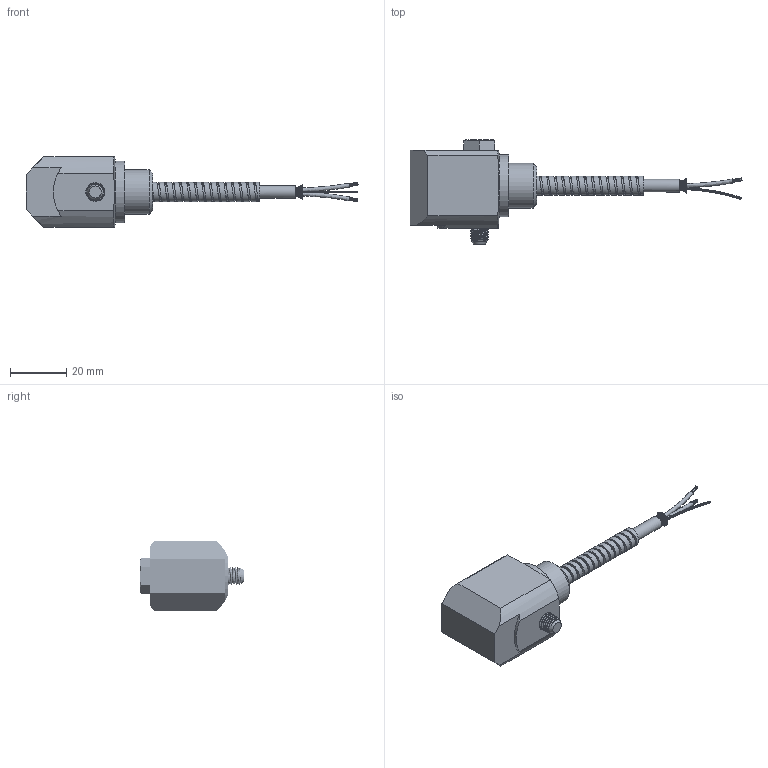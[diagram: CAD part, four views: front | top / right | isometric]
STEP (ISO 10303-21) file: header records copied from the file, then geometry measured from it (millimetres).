
FILE_DESCRIPTION(/* description */ (''),/* implementation_level */ '2;1');
FILE_NAME(/* name */ 'MASTER_STANDARD_SIDE_EXIT_ARMOR_STANDARD.stp',/* time_stamp */ '2017-04-25T14:38:24-04:00',/* author */ ('aneininger'),/* organization */ (''),/* preprocessor_version */ 'ST-DEVELOPER v16.5',/* originating_system */ 'Autodesk Inventor 2017',/* authorisation */ '');
FILE_SCHEMA (('AUTOMOTIVE_DESIGN { 1 0 10303 214 3 1 1 }'));
Products named in the file (3): MASTER_STANDARD_SIDE_EXIT_ARMOR_STANDARD; MASTER_STANDARD_SIDE_EXIT_ARMOR_STANDARD_1; ACP32018
Assembly tree (2 placements, depth 2):
  MASTER_STANDARD_SIDE_EXIT_ARMOR_STANDARD
    MASTER_STANDARD_SIDE_EXIT_ARMOR_STANDARD_1
    ACP32018
Bounding box: 118.11 x 37.16 x 25.15 mm (x, y, z)
Volume: 24190.1 mm3; surface area: 10145 mm2
Topology: 2 solids, 2 shells, 836 faces, 2742 edges, 1680 vertices
Faces by surface type: bspline 413, plane 293, cylinder 110, cone 14, torus 6
Full cylindrical faces by diameter (mm): 0.127 x19, 0.203 x38, 1.27 x1, 1.413 x2, 1.524 x2, 1.587 x2, 2.89 x1, 3.302 x1, 3.417 x1, 3.571 x1, 4.496 x12, 4.953 x1, 5.359 x1, 6.756 x1, 11.43 x1, 15.875 x1, 22.047 x1
Entity records: 55478 total; most frequent: CARTESIAN_POINT 32779, ORIENTED_EDGE 5124, DIRECTION 4364, EDGE_CURVE 2562, AXIS2_PLACEMENT_3D 2093, CIRCLE 1617, VERTEX_POINT 1603, EDGE_LOOP 991
